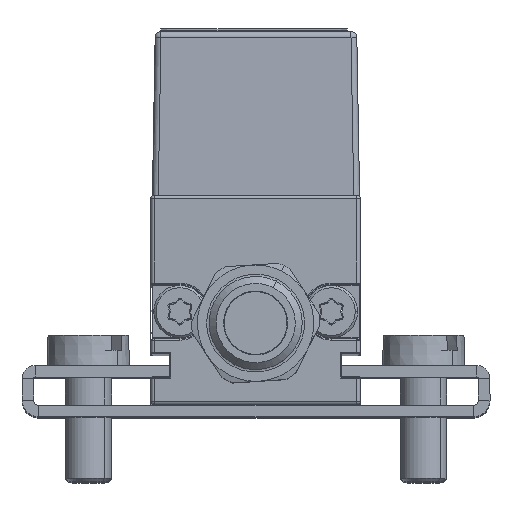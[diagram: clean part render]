
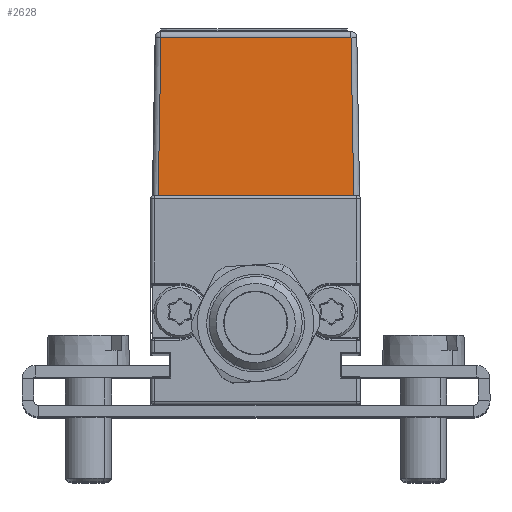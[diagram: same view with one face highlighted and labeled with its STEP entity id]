
A CAD part, top view. The second image highlights one B-rep face of the part: STEP entity #2628.
In plain terms, the highlighted planar face has unit normal (0, 0.018, 1).
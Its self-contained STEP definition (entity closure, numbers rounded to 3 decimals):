
#48 = LINE ( 'NONE', #23041, #21039 ) ;
#654 = CARTESIAN_POINT ( 'NONE',  ( -8.366, 18., 108.009 ) ) ;
#1545 = DIRECTION ( 'NONE',  ( -0.017, -1., 0.017 ) ) ;
#1699 = ORIENTED_EDGE ( 'NONE', *, *, #8176, .T. ) ;
#1979 = AXIS2_PLACEMENT_3D ( 'NONE', #14764, #2576, #16809 ) ;
#2576 = DIRECTION ( 'NONE',  ( 0., 0.017, 1. ) ) ;
#2627 = LINE ( 'NONE', #25800, #7492 ) ;
#2628 = ADVANCED_FACE ( 'NONE', ( #12048 ), #18694, .T. ) ;
#3555 = EDGE_CURVE ( 'NONE', #9099, #26138, #48, .T. ) ;
#4027 = ORIENTED_EDGE ( 'NONE', *, *, #22701, .T. ) ;
#4834 = LINE ( 'NONE', #23788, #25706 ) ;
#6347 = EDGE_CURVE ( 'NONE', #24711, #18560, #4834, .T. ) ;
#6944 = CARTESIAN_POINT ( 'NONE',  ( 8.426, 18., 108.009 ) ) ;
#7492 = VECTOR ( 'NONE', #1545, 1000. ) ;
#7751 = DIRECTION ( 'NONE',  ( 1., 0., 0. ) ) ;
#8176 = EDGE_CURVE ( 'NONE', #26138, #24711, #2627, .T. ) ;
#9099 = VERTEX_POINT ( 'NONE', #16099 ) ;
#10181 = CARTESIAN_POINT ( 'NONE',  ( -8.129, 31.583, 107.771 ) ) ;
#12048 = FACE_OUTER_BOUND ( 'NONE', #12998, .T. ) ;
#12998 = EDGE_LOOP ( 'NONE', ( #4027, #16537, #1699, #14054 ) ) ;
#13447 = CARTESIAN_POINT ( 'NONE',  ( 8.421, 18.302, 108.003 ) ) ;
#14054 = ORIENTED_EDGE ( 'NONE', *, *, #6347, .T. ) ;
#14764 = CARTESIAN_POINT ( 'NONE',  ( -8.868, 18., 108.009 ) ) ;
#16099 = CARTESIAN_POINT ( 'NONE',  ( 8.189, 31.583, 107.771 ) ) ;
#16537 = ORIENTED_EDGE ( 'NONE', *, *, #3555, .T. ) ;
#16809 = DIRECTION ( 'NONE',  ( 0., -1., 0.017 ) ) ;
#17045 = DIRECTION ( 'NONE',  ( -1., 0., 0. ) ) ;
#17409 = DIRECTION ( 'NONE',  ( -0.017, 1., -0.017 ) ) ;
#17969 = VECTOR ( 'NONE', #17409, 1000. ) ;
#18560 = VERTEX_POINT ( 'NONE', #6944 ) ;
#18694 = PLANE ( 'NONE',  #1979 ) ;
#21039 = VECTOR ( 'NONE', #17045, 1000. ) ;
#22701 = EDGE_CURVE ( 'NONE', #18560, #9099, #23309, .T. ) ;
#23041 = CARTESIAN_POINT ( 'NONE',  ( -8.868, 31.583, 107.771 ) ) ;
#23309 = LINE ( 'NONE', #13447, #17969 ) ;
#23788 = CARTESIAN_POINT ( 'NONE',  ( -8.868, 18., 108.009 ) ) ;
#24711 = VERTEX_POINT ( 'NONE', #654 ) ;
#25706 = VECTOR ( 'NONE', #7751, 1000. ) ;
#25800 = CARTESIAN_POINT ( 'NONE',  ( -8.366, 17.991, 108.009 ) ) ;
#26138 = VERTEX_POINT ( 'NONE', #10181 ) ;
